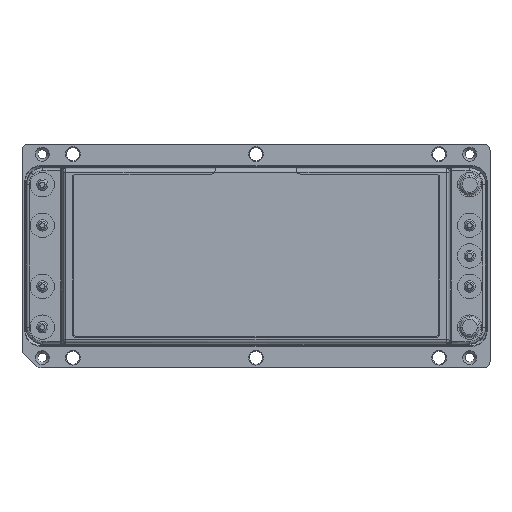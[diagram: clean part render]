
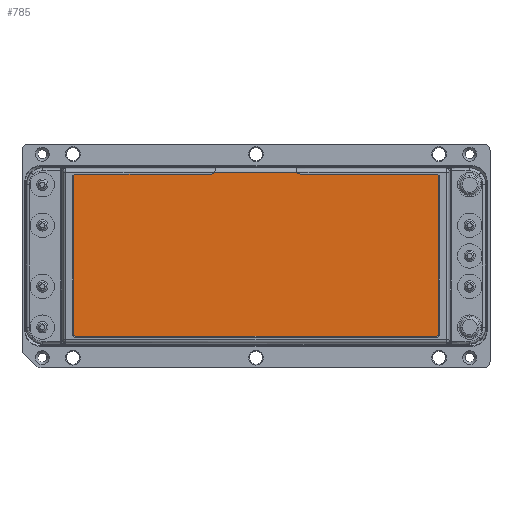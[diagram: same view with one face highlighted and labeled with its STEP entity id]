
A CAD part, top view. The second image highlights one B-rep face of the part: STEP entity #785.
In plain terms, the highlighted planar face has unit normal (0, 0, 1).
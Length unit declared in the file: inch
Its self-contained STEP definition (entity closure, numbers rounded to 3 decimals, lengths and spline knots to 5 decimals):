
#609 = EDGE_CURVE ( 'NONE', #13462, #13465, #9487, .T. ) ;
#613 = EDGE_CURVE ( 'NONE', #13460, #13462, #5944, .T. ) ;
#615 = EDGE_CURVE ( 'NONE', #13459, #13460, #9629, .T. ) ;
#617 = EDGE_CURVE ( 'NONE', #13483, #13484, #5973, .T. ) ;
#618 = EDGE_CURVE ( 'NONE', #13490, #13494, #6017, .T. ) ;
#619 = EDGE_CURVE ( 'NONE', #13494, #13448, #9655, .T. ) ;
#621 = EDGE_CURVE ( 'NONE', #13465, #13481, #6018, .T. ) ;
#623 = EDGE_CURVE ( 'NONE', #13481, #13483, #9544, .T. ) ;
#624 = EDGE_CURVE ( 'NONE', #13485, #13490, #9682, .T. ) ;
#630 = EDGE_CURVE ( 'NONE', #13489, #13485, #6114, .T. ) ;
#642 = EDGE_CURVE ( 'NONE', #13489, #13484, #9678, .T. ) ;
#785 = ADVANCED_FACE ( 'NONE', ( #3795 ), #15051, .T. ) ;
#954 = EDGE_CURVE ( 'NONE', #13448, #13459, #10886, .T. ) ;
#1490 = AXIS2_PLACEMENT_3D ( 'NONE', #15050, #15049, #15048 ) ;
#2695 = DIRECTION ( 'NONE',  ( 1., 0., 0. ) ) ;
#2697 = DIRECTION ( 'NONE',  ( 0., 0., -1. ) ) ;
#2698 = CARTESIAN_POINT ( 'NONE',  ( 1.85251, 0.79487, 0.516 ) ) ;
#2724 = DIRECTION ( 'NONE',  ( -1., 0., 0. ) ) ;
#2725 = CARTESIAN_POINT ( 'NONE',  ( 1.85251, 0.75987, 0.516 ) ) ;
#2726 = DIRECTION ( 'NONE',  ( -1., 0., 0. ) ) ;
#2728 = CARTESIAN_POINT ( 'NONE',  ( 4.05251, 0.75987, 0.516 ) ) ;
#2731 = DIRECTION ( 'NONE',  ( 1., 0., 0. ) ) ;
#2732 = DIRECTION ( 'NONE',  ( 0., 0., 1. ) ) ;
#2733 = CARTESIAN_POINT ( 'NONE',  ( 4.05251, 0.72487, 0.516 ) ) ;
#2736 = DIRECTION ( 'NONE',  ( 0., -1., 0. ) ) ;
#2737 = CARTESIAN_POINT ( 'NONE',  ( 0.49251, 0.72487, 0.516 ) ) ;
#2738 = DIRECTION ( 'NONE',  ( -1., 0., 0. ) ) ;
#2739 = DIRECTION ( 'NONE',  ( 0., 0., 1. ) ) ;
#2742 = CARTESIAN_POINT ( 'NONE',  ( 0.52751, 0.72487, 0.516 ) ) ;
#2743 = DIRECTION ( 'NONE',  ( -1., 0., 0. ) ) ;
#2744 = DIRECTION ( 'NONE',  ( 0., 0., -1. ) ) ;
#2745 = CARTESIAN_POINT ( 'NONE',  ( 2.72251, 0.79487, 0.516 ) ) ;
#2748 = DIRECTION ( 'NONE',  ( 1., 0., 0. ) ) ;
#2749 = CARTESIAN_POINT ( 'NONE',  ( 4.05251, -0.83513, 0.516 ) ) ;
#2789 = DIRECTION ( 'NONE',  ( 1., 0., 0. ) ) ;
#2790 = DIRECTION ( 'NONE',  ( 0., 0., 1. ) ) ;
#2791 = CARTESIAN_POINT ( 'NONE',  ( 4.05251, -0.80013, 0.516 ) ) ;
#2844 = DIRECTION ( 'NONE',  ( 0., 1., 0. ) ) ;
#2845 = CARTESIAN_POINT ( 'NONE',  ( 4.08751, 0.72487, 0.516 ) ) ;
#3795 = FACE_OUTER_BOUND ( 'NONE', #4656, .T. ) ;
#4656 = EDGE_LOOP ( 'NONE', ( #5524, #5551, #5511, #5525, #5550, #5327, #5328, #5581, #5580, #5602, #5613, #5627 ) ) ;
#5327 = ORIENTED_EDGE ( 'NONE', *, *, #954, .T. ) ;
#5328 = ORIENTED_EDGE ( 'NONE', *, *, #615, .T. ) ;
#5511 = ORIENTED_EDGE ( 'NONE', *, *, #624, .T. ) ;
#5524 = ORIENTED_EDGE ( 'NONE', *, *, #642, .F. ) ;
#5525 = ORIENTED_EDGE ( 'NONE', *, *, #618, .T. ) ;
#5550 = ORIENTED_EDGE ( 'NONE', *, *, #619, .T. ) ;
#5551 = ORIENTED_EDGE ( 'NONE', *, *, #630, .T. ) ;
#5580 = ORIENTED_EDGE ( 'NONE', *, *, #609, .T. ) ;
#5581 = ORIENTED_EDGE ( 'NONE', *, *, #613, .T. ) ;
#5602 = ORIENTED_EDGE ( 'NONE', *, *, #621, .T. ) ;
#5613 = ORIENTED_EDGE ( 'NONE', *, *, #623, .T. ) ;
#5627 = ORIENTED_EDGE ( 'NONE', *, *, #617, .T. ) ;
#5922 = VECTOR ( 'NONE', #2844, 39.37008 ) ;
#5931 = VECTOR ( 'NONE', #2748, 39.37008 ) ;
#5932 = AXIS2_PLACEMENT_3D ( 'NONE', #2791, #2790, #2789 ) ;
#5944 = CIRCLE ( 'NONE', #5932, 0.035 ) ;
#5973 = CIRCLE ( 'NONE', #6060, 0.035 ) ;
#6010 = VECTOR ( 'NONE', #2736, 39.37008 ) ;
#6017 = CIRCLE ( 'NONE', #6083, 0.035 ) ;
#6018 = CIRCLE ( 'NONE', #6065, 0.035 ) ;
#6060 = AXIS2_PLACEMENT_3D ( 'NONE', #2745, #2744, #2743 ) ;
#6065 = AXIS2_PLACEMENT_3D ( 'NONE', #2733, #2732, #2731 ) ;
#6083 = AXIS2_PLACEMENT_3D ( 'NONE', #2742, #2739, #2738 ) ;
#6114 = CIRCLE ( 'NONE', #6196, 0.035 ) ;
#6135 = VECTOR ( 'NONE', #2724, 39.37008 ) ;
#6162 = VECTOR ( 'NONE', #2726, 39.37008 ) ;
#6196 = AXIS2_PLACEMENT_3D ( 'NONE', #2698, #2697, #2695 ) ;
#7440 = DIRECTION ( 'NONE',  ( 1., 0., 0. ) ) ;
#7458 = CARTESIAN_POINT ( 'NONE',  ( 0.52751, 0.77649, 0.516 ) ) ;
#9242 = CARTESIAN_POINT ( 'NONE',  ( 0.49251, 0.72487, 0.516 ) ) ;
#9243 = CARTESIAN_POINT ( 'NONE',  ( 0.52751, 0.75987, 0.516 ) ) ;
#9244 = CARTESIAN_POINT ( 'NONE',  ( 1.88229, 0.77649, 0.516 ) ) ;
#9249 = CARTESIAN_POINT ( 'NONE',  ( 1.85251, 0.75987, 0.516 ) ) ;
#9250 = CARTESIAN_POINT ( 'NONE',  ( 2.69272, 0.77649, 0.516 ) ) ;
#9251 = CARTESIAN_POINT ( 'NONE',  ( 2.72251, 0.75987, 0.516 ) ) ;
#9252 = CARTESIAN_POINT ( 'NONE',  ( 4.05251, 0.75987, 0.516 ) ) ;
#9256 = CARTESIAN_POINT ( 'NONE',  ( 4.08751, 0.72487, 0.516 ) ) ;
#9258 = CARTESIAN_POINT ( 'NONE',  ( 4.08751, -0.80013, 0.516 ) ) ;
#9260 = CARTESIAN_POINT ( 'NONE',  ( 4.05251, -0.83513, 0.516 ) ) ;
#9261 = CARTESIAN_POINT ( 'NONE',  ( 0.52751, -0.83513, 0.516 ) ) ;
#9262 = CARTESIAN_POINT ( 'NONE',  ( 0.49251, -0.80013, 0.516 ) ) ;
#9487 = LINE ( 'NONE', #2845, #5922 ) ;
#9544 = LINE ( 'NONE', #2728, #6162 ) ;
#9629 = LINE ( 'NONE', #2749, #5931 ) ;
#9655 = LINE ( 'NONE', #2737, #6010 ) ;
#9678 = LINE ( 'NONE', #7458, #16645 ) ;
#9682 = LINE ( 'NONE', #2725, #6135 ) ;
#10875 = AXIS2_PLACEMENT_3D ( 'NONE', #16383, #16358, #16333 ) ;
#10886 = CIRCLE ( 'NONE', #10875, 0.035 ) ;
#13448 = VERTEX_POINT ( 'NONE', #9262 ) ;
#13459 = VERTEX_POINT ( 'NONE', #9261 ) ;
#13460 = VERTEX_POINT ( 'NONE', #9260 ) ;
#13462 = VERTEX_POINT ( 'NONE', #9258 ) ;
#13465 = VERTEX_POINT ( 'NONE', #9256 ) ;
#13481 = VERTEX_POINT ( 'NONE', #9252 ) ;
#13483 = VERTEX_POINT ( 'NONE', #9251 ) ;
#13484 = VERTEX_POINT ( 'NONE', #9250 ) ;
#13485 = VERTEX_POINT ( 'NONE', #9249 ) ;
#13489 = VERTEX_POINT ( 'NONE', #9244 ) ;
#13490 = VERTEX_POINT ( 'NONE', #9243 ) ;
#13494 = VERTEX_POINT ( 'NONE', #9242 ) ;
#15048 = DIRECTION ( 'NONE',  ( -1., 0., 0. ) ) ;
#15049 = DIRECTION ( 'NONE',  ( 0., 0., 1. ) ) ;
#15050 = CARTESIAN_POINT ( 'NONE',  ( 0.52751, 0.72487, 0.516 ) ) ;
#15051 = PLANE ( 'NONE',  #1490 ) ;
#16333 = DIRECTION ( 'NONE',  ( 1., 0., 0. ) ) ;
#16358 = DIRECTION ( 'NONE',  ( 0., 0., 1. ) ) ;
#16383 = CARTESIAN_POINT ( 'NONE',  ( 0.52751, -0.80013, 0.516 ) ) ;
#16645 = VECTOR ( 'NONE', #7440, 39.37008 ) ;
